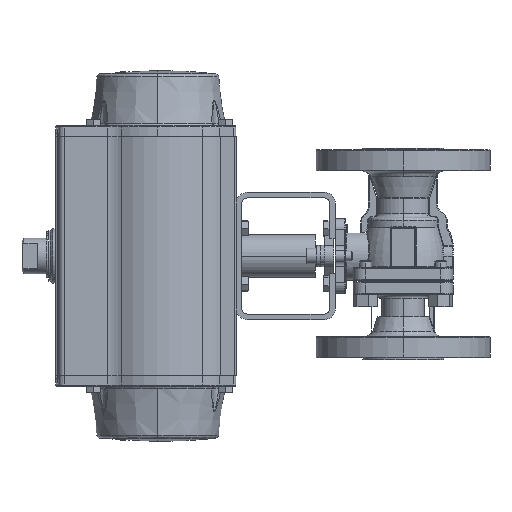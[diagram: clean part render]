
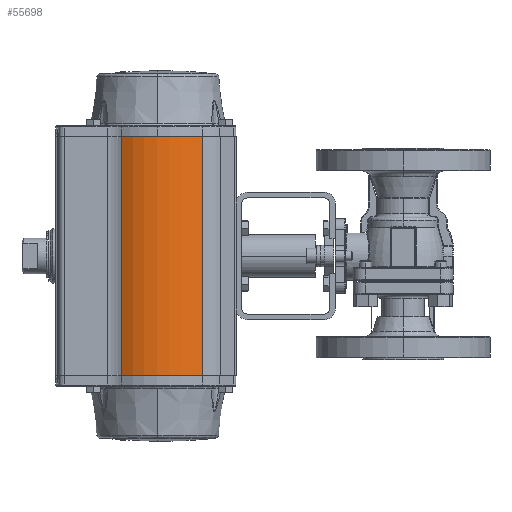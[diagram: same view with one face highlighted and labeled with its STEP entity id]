
A CAD part, left-side view. The second image highlights one B-rep face of the part: STEP entity #55698.
In plain terms, the highlighted cylindrical face has radius 64 mm (diameter 128 mm), a partial arc.
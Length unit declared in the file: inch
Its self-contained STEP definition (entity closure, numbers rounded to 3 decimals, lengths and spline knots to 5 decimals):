
#688 = FACE_OUTER_BOUND ( 'NONE', #11815, .T. ) ;
#742 = EDGE_CURVE ( 'NONE', #20884, #9494, #6445, .T. ) ;
#1484 = VECTOR ( 'NONE', #24126, 39.37008 ) ;
#2899 = CARTESIAN_POINT ( 'NONE',  ( 0., 8.67559, -4.22638 ) ) ;
#3231 = LINE ( 'NONE', #46716, #1484 ) ;
#5343 = VECTOR ( 'NONE', #19286, 39.37008 ) ;
#6445 = CIRCLE ( 'NONE', #54332, 2.51969 ) ;
#8431 = DIRECTION ( 'NONE',  ( 1., 0., 0. ) ) ;
#8808 = CARTESIAN_POINT ( 'NONE',  ( -2.1658, 9.96328, 4.22638 ) ) ;
#9494 = VERTEX_POINT ( 'NONE', #59273 ) ;
#11815 = EDGE_LOOP ( 'NONE', ( #20149, #43971, #12446, #44746 ) ) ;
#12446 = ORIENTED_EDGE ( 'NONE', *, *, #45125, .T. ) ;
#13089 = AXIS2_PLACEMENT_3D ( 'NONE', #39880, #39415, #34314 ) ;
#13518 = VERTEX_POINT ( 'NONE', #8808 ) ;
#15109 = CIRCLE ( 'NONE', #54718, 2.51969 ) ;
#17324 = CARTESIAN_POINT ( 'NONE',  ( -1.95346, 7.08412, 4.22638 ) ) ;
#19286 = DIRECTION ( 'NONE',  ( 0., 0., 1. ) ) ;
#20149 = ORIENTED_EDGE ( 'NONE', *, *, #742, .T. ) ;
#20884 = VERTEX_POINT ( 'NONE', #30278 ) ;
#21066 = CARTESIAN_POINT ( 'NONE',  ( 0., 8.67559, 4.22638 ) ) ;
#24126 = DIRECTION ( 'NONE',  ( 0., 0., -1. ) ) ;
#26620 = DIRECTION ( 'NONE',  ( 1., 0., 0. ) ) ;
#28404 = CYLINDRICAL_SURFACE ( 'NONE', #13089, 2.51969 ) ;
#30166 = CARTESIAN_POINT ( 'NONE',  ( -1.95346, 7.08412, -4.22638 ) ) ;
#30278 = CARTESIAN_POINT ( 'NONE',  ( -2.1658, 9.96328, -4.22638 ) ) ;
#34314 = DIRECTION ( 'NONE',  ( 1., 0., 0. ) ) ;
#34598 = EDGE_CURVE ( 'NONE', #13518, #20884, #3231, .T. ) ;
#39415 = DIRECTION ( 'NONE',  ( 0., 0., 1. ) ) ;
#39880 = CARTESIAN_POINT ( 'NONE',  ( 0., 8.67559, -4.22638 ) ) ;
#41690 = DIRECTION ( 'NONE',  ( 0., 0., 1. ) ) ;
#43971 = ORIENTED_EDGE ( 'NONE', *, *, #47367, .T. ) ;
#44746 = ORIENTED_EDGE ( 'NONE', *, *, #34598, .T. ) ;
#45125 = EDGE_CURVE ( 'NONE', #68252, #13518, #15109, .T. ) ;
#46716 = CARTESIAN_POINT ( 'NONE',  ( -2.1658, 9.96328, -4.22638 ) ) ;
#47367 = EDGE_CURVE ( 'NONE', #9494, #68252, #66131, .T. ) ;
#54332 = AXIS2_PLACEMENT_3D ( 'NONE', #2899, #41690, #8431 ) ;
#54718 = AXIS2_PLACEMENT_3D ( 'NONE', #21066, #59892, #26620 ) ;
#55698 = ADVANCED_FACE ( 'NONE', ( #688 ), #28404, .T. ) ;
#59273 = CARTESIAN_POINT ( 'NONE',  ( -1.95346, 7.08412, -4.22638 ) ) ;
#59892 = DIRECTION ( 'NONE',  ( 0., 0., -1. ) ) ;
#66131 = LINE ( 'NONE', #30166, #5343 ) ;
#68252 = VERTEX_POINT ( 'NONE', #17324 ) ;
